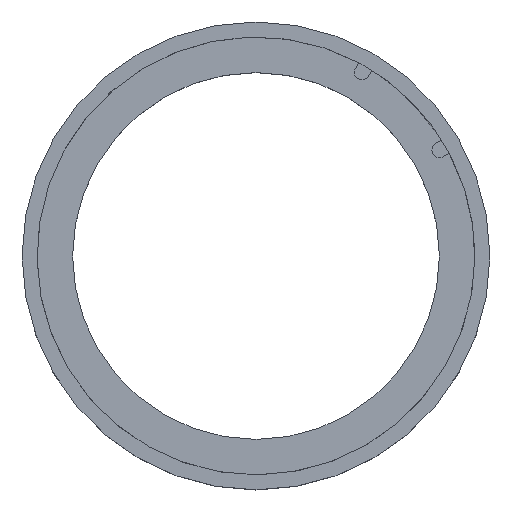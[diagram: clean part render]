
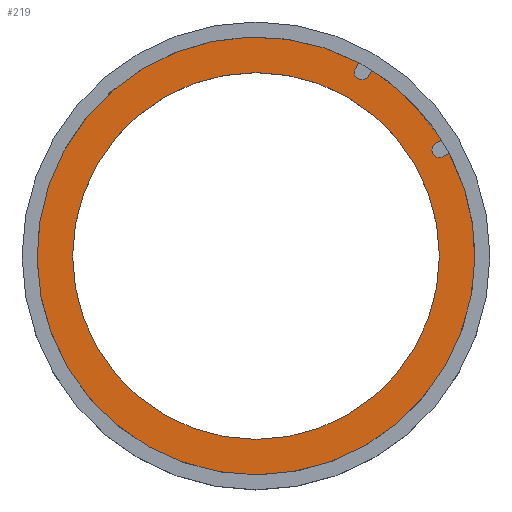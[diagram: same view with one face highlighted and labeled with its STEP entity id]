
A CAD part, top view. The second image highlights one B-rep face of the part: STEP entity #219.
In plain terms, the highlighted planar face has unit normal (0, 0, 1).
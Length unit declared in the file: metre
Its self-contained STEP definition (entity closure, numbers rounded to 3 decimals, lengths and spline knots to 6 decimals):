
#17=LINE('',#349,#33);
#18=LINE('',#354,#34);
#19=LINE('',#358,#35);
#20=LINE('',#362,#36);
#33=VECTOR('',#279,1.);
#34=VECTOR('',#282,1.);
#35=VECTOR('',#285,1.);
#36=VECTOR('',#288,1.);
#49=ORIENTED_EDGE('',*,*,#107,.F.);
#50=ORIENTED_EDGE('',*,*,#108,.F.);
#51=ORIENTED_EDGE('',*,*,#109,.F.);
#52=ORIENTED_EDGE('',*,*,#110,.T.);
#53=ORIENTED_EDGE('',*,*,#111,.T.);
#54=ORIENTED_EDGE('',*,*,#112,.F.);
#55=ORIENTED_EDGE('',*,*,#113,.F.);
#56=ORIENTED_EDGE('',*,*,#114,.T.);
#57=ORIENTED_EDGE('',*,*,#115,.T.);
#107=EDGE_CURVE('',#136,#136,#157,.T.);
#108=EDGE_CURVE('',#137,#138,#17,.T.);
#109=EDGE_CURVE('',#139,#137,#158,.T.);
#110=EDGE_CURVE('',#139,#140,#18,.T.);
#111=EDGE_CURVE('',#140,#141,#159,.T.);
#112=EDGE_CURVE('',#142,#141,#19,.T.);
#113=EDGE_CURVE('',#143,#142,#160,.T.);
#114=EDGE_CURVE('',#143,#144,#20,.T.);
#115=EDGE_CURVE('',#144,#138,#161,.T.);
#136=VERTEX_POINT('',#348);
#137=VERTEX_POINT('',#350);
#138=VERTEX_POINT('',#351);
#139=VERTEX_POINT('',#353);
#140=VERTEX_POINT('',#355);
#141=VERTEX_POINT('',#357);
#142=VERTEX_POINT('',#359);
#143=VERTEX_POINT('',#361);
#144=VERTEX_POINT('',#363);
#157=CIRCLE('',#247,0.0098);
#158=CIRCLE('',#248,0.0004);
#159=CIRCLE('',#249,0.0117);
#160=CIRCLE('',#250,0.0004);
#161=CIRCLE('',#251,0.0117);
#170=EDGE_LOOP('',(#49));
#171=EDGE_LOOP('',(#50,#51,#52,#53,#54,#55,#56,#57));
#190=FACE_BOUND('',#170,.T.);
#191=FACE_BOUND('',#171,.T.);
#210=PLANE('',#246);
#219=ADVANCED_FACE('',(#190,#191),#210,.T.);
#246=AXIS2_PLACEMENT_3D('',#346,#275,#276);
#247=AXIS2_PLACEMENT_3D('',#347,#277,#278);
#248=AXIS2_PLACEMENT_3D('',#352,#280,#281);
#249=AXIS2_PLACEMENT_3D('',#356,#283,#284);
#250=AXIS2_PLACEMENT_3D('',#360,#286,#287);
#251=AXIS2_PLACEMENT_3D('',#364,#289,#290);
#275=DIRECTION('',(0.,0.,1.));
#276=DIRECTION('',(1.,0.,0.));
#277=DIRECTION('',(0.,0.,1.));
#278=DIRECTION('',(1.,0.,0.));
#279=DIRECTION('',(0.5,0.866,0.));
#280=DIRECTION('',(0.,0.,1.));
#281=DIRECTION('',(1.,0.,0.));
#282=DIRECTION('',(0.5,0.866,0.));
#283=DIRECTION('',(0.,0.,1.));
#284=DIRECTION('',(1.,0.,0.));
#285=DIRECTION('',(0.866,0.5,0.));
#286=DIRECTION('',(0.,0.,1.));
#287=DIRECTION('',(1.,0.,0.));
#288=DIRECTION('',(0.866,0.5,0.));
#289=DIRECTION('',(0.,0.,1.));
#290=DIRECTION('',(1.,0.,0.));
#346=CARTESIAN_POINT('',(0.,0.,0.));
#347=CARTESIAN_POINT('',(0.,0.,0.));
#348=CARTESIAN_POINT('',(0.0098,0.,0.));
#349=CARTESIAN_POINT('',(0.0061,0.009765,0.));
#350=CARTESIAN_POINT('',(0.006006,0.009603,0.));
#351=CARTESIAN_POINT('',(0.006193,0.009927,0.));
#352=CARTESIAN_POINT('',(0.00566,0.009803,0.));
#353=CARTESIAN_POINT('',(0.005314,0.010003,0.));
#354=CARTESIAN_POINT('',(0.005407,0.010165,0.));
#355=CARTESIAN_POINT('',(0.0055,0.010327,0.));
#356=CARTESIAN_POINT('',(0.,0.,0.));
#357=CARTESIAN_POINT('',(0.010327,0.0055,0.));
#358=CARTESIAN_POINT('',(0.010165,0.005407,0.));
#359=CARTESIAN_POINT('',(0.010003,0.005314,0.));
#360=CARTESIAN_POINT('',(0.009803,0.00566,0.));
#361=CARTESIAN_POINT('',(0.009603,0.006006,0.));
#362=CARTESIAN_POINT('',(0.009765,0.0061,0.));
#363=CARTESIAN_POINT('',(0.009927,0.006193,0.));
#364=CARTESIAN_POINT('',(0.,0.,0.));
